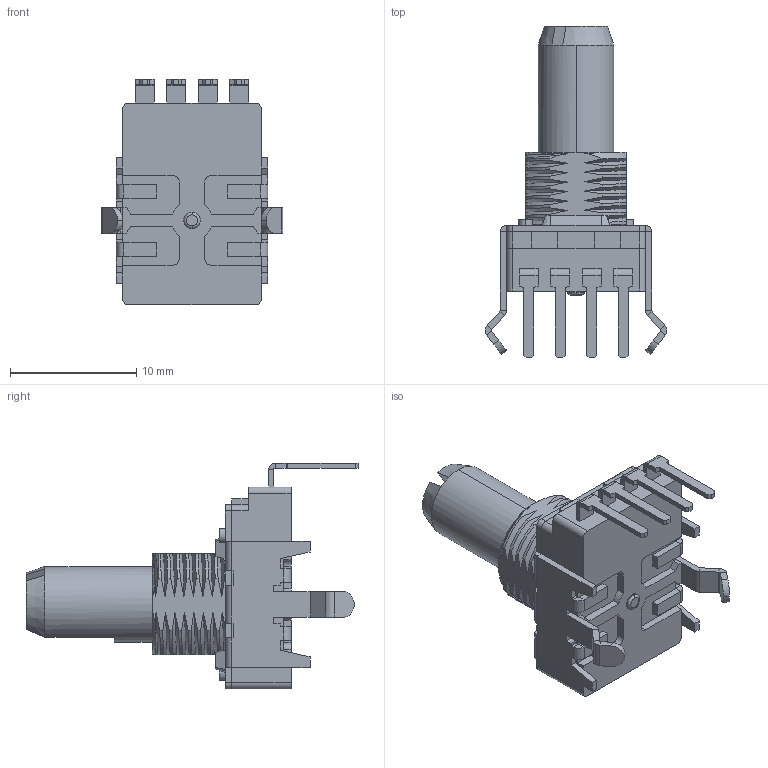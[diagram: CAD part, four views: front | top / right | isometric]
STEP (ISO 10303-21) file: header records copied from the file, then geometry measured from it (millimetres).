
FILE_DESCRIPTION (( 'STEP AP214' ), '1' );
FILE_NAME ('PTV111-3415A-B103.STEP', '2021-09-07T20:52:31', ( '' ), ( '' ), 'SwSTEP 2.0', 'SolidWorks 2017', '' );
FILE_SCHEMA (( 'AUTOMOTIVE_DESIGN' ));
Length unit declared in the file: millimetre
Products named in the file (1): PTV111-3415A-B103
Bounding box: 14.4 x 26.3 x 17.9 mm (x, y, z)
Volume: 1503.1 mm3; surface area: 1844.4 mm2
Topology: 7 solids, 7 shells, 448 faces, 1171 edges, 733 vertices
Faces by surface type: plane 265, cylinder 105, bspline 65, cone 11, torus 2
Entity records: 55253 total; most frequent: CARTESIAN_POINT 44960, ORIENTED_EDGE 2342, DIRECTION 1837, EDGE_CURVE 1171, LINE 733, VECTOR 733, VERTEX_POINT 733, AXIS2_PLACEMENT_3D 552
